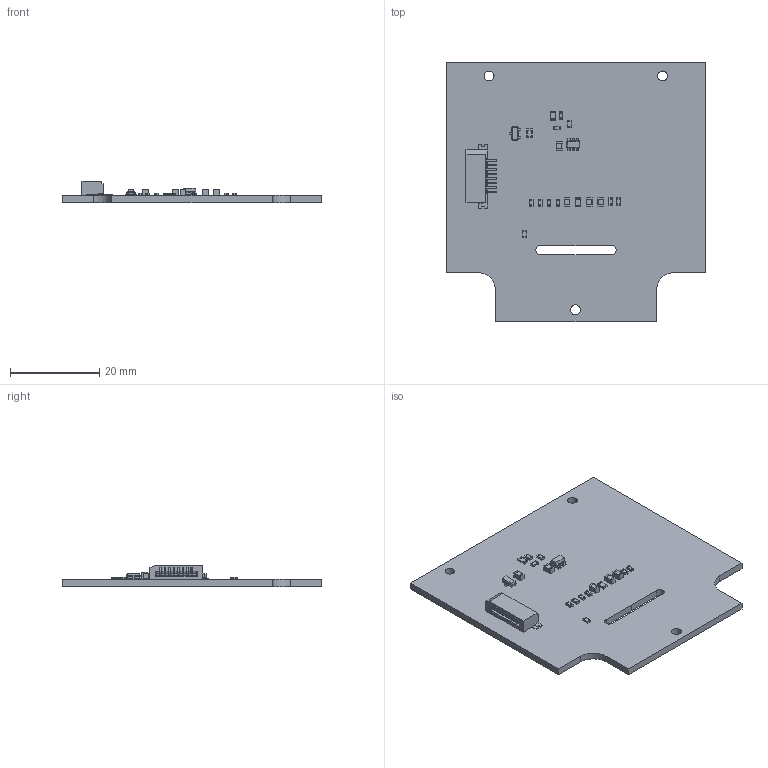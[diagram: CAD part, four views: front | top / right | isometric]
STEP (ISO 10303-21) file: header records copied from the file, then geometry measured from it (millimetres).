
FILE_DESCRIPTION(('KiCad electronic assembly'),'2;1');
FILE_NAME('LidPCB.step','2021-12-13T20:22:34',('An Author'),('A Company' ),'Open CASCADE STEP processor 6.9','KiCad to STEP converter', 'Unknown');
FILE_SCHEMA(('AUTOMOTIVE_DESIGN { 1 0 10303 214 1 1 1 1 }'));
Length unit declared in the file: millimetre
Products named in the file (14): Open CASCADE STEP translator 6.9 1; STP_686108188622_FPC_horizontal; COMPOUND; R_0805_2012Metric; SOLID; R_0603_1608Metric; SOT-23-6; SOT-23; C_0805_2012Metric
Assembly tree (27 placements, depth 3):
  Open CASCADE STEP translator 6.9 1
    STP_686108188622_FPC_horizontal
      COMPOUND
    R_0805_2012Metric  x2
      SOLID
    R_0603_1608Metric  x10
      SOLID
    SOT-23-6
      SOLID
    SOT-23
      SOLID
    C_0805_2012Metric  x5
      SOLID
    COMPOUND
Bounding box: 58 x 58 x 4.7 mm (x, y, z)
Volume: 5100.3 mm3; surface area: 7335.6 mm2
Topology: 31 solids, 31 shells, 1355 faces, 3701 edges, 2403 vertices
Faces by surface type: plane 936, cylinder 362, bspline 57
Full cylindrical faces by diameter (mm): 2.2 x3
Entity records: 70419 total; most frequent: CARTESIAN_POINT 13699, DIRECTION 10128, LINE 7022, VECTOR 7022, ORIENTED_EDGE 5466, PCURVE 5466, DEFINITIONAL_REPRESENTATION 5466, EDGE_CURVE 2733
